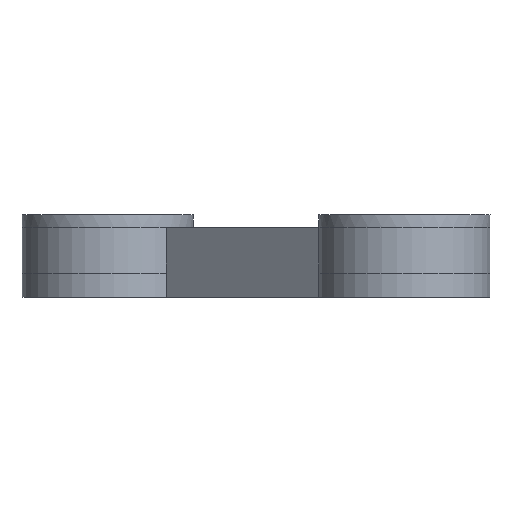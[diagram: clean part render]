
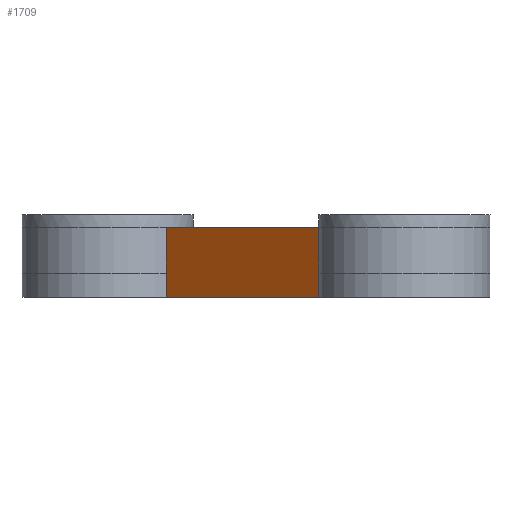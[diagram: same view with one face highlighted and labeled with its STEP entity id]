
A CAD part, left-side view. The second image highlights one B-rep face of the part: STEP entity #1709.
In plain terms, the highlighted planar face has unit normal (-0.759, 0.65, 0).
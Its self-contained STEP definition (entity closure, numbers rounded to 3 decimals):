
#731 = VERTEX_POINT('',#732);
#732 = CARTESIAN_POINT('',(30.133,37.486,11.));
#1070 = VERTEX_POINT('',#1071);
#1071 = CARTESIAN_POINT('',(7.588,11.165,11.));
#1277 = EDGE_CURVE('',#1278,#731,#1280,.T.);
#1278 = VERTEX_POINT('',#1279);
#1279 = CARTESIAN_POINT('',(30.133,37.486,3.8));
#1280 = LINE('',#1281,#1282);
#1281 = CARTESIAN_POINT('',(30.133,37.486,0.));
#1282 = VECTOR('',#1283,1.);
#1283 = DIRECTION('',(0.,0.,1.));
#1372 = EDGE_CURVE('',#731,#1070,#1373,.T.);
#1373 = LINE('',#1374,#1375);
#1374 = CARTESIAN_POINT('',(30.133,37.486,11.));
#1375 = VECTOR('',#1376,1.);
#1376 = DIRECTION('',(-0.651,-0.759,0.));
#1502 = VERTEX_POINT('',#1503);
#1503 = CARTESIAN_POINT('',(7.588,11.165,0.));
#1510 = EDGE_CURVE('',#1502,#1511,#1513,.T.);
#1511 = VERTEX_POINT('',#1512);
#1512 = CARTESIAN_POINT('',(7.588,11.165,3.8));
#1513 = LINE('',#1514,#1515);
#1514 = CARTESIAN_POINT('',(7.588,11.165,0.));
#1515 = VECTOR('',#1516,1.);
#1516 = DIRECTION('',(0.,0.,1.));
#1535 = EDGE_CURVE('',#1511,#1070,#1536,.T.);
#1536 = LINE('',#1537,#1538);
#1537 = CARTESIAN_POINT('',(7.588,11.165,0.));
#1538 = VECTOR('',#1539,1.);
#1539 = DIRECTION('',(0.,0.,1.));
#1661 = VERTEX_POINT('',#1662);
#1662 = CARTESIAN_POINT('',(30.133,37.486,0.));
#1699 = EDGE_CURVE('',#1661,#1278,#1700,.T.);
#1700 = LINE('',#1701,#1702);
#1701 = CARTESIAN_POINT('',(30.133,37.486,0.));
#1702 = VECTOR('',#1703,1.);
#1703 = DIRECTION('',(0.,0.,1.));
#1709 = ADVANCED_FACE('',(#1710),#1723,.F.);
#1710 = FACE_BOUND('',#1711,.F.);
#1711 = EDGE_LOOP('',(#1712,#1713,#1714,#1715,#1716,#1717));
#1712 = ORIENTED_EDGE('',*,*,#1699,.T.);
#1713 = ORIENTED_EDGE('',*,*,#1277,.T.);
#1714 = ORIENTED_EDGE('',*,*,#1372,.T.);
#1715 = ORIENTED_EDGE('',*,*,#1535,.F.);
#1716 = ORIENTED_EDGE('',*,*,#1510,.F.);
#1717 = ORIENTED_EDGE('',*,*,#1718,.F.);
#1718 = EDGE_CURVE('',#1661,#1502,#1719,.T.);
#1719 = LINE('',#1720,#1721);
#1720 = CARTESIAN_POINT('',(30.133,37.486,0.));
#1721 = VECTOR('',#1722,1.);
#1722 = DIRECTION('',(-0.651,-0.759,0.));
#1723 = PLANE('',#1724);
#1724 = AXIS2_PLACEMENT_3D('',#1725,#1726,#1727);
#1725 = CARTESIAN_POINT('',(30.133,37.486,0.));
#1726 = DIRECTION('',(0.759,-0.651,0.));
#1727 = DIRECTION('',(-0.651,-0.759,0.));
